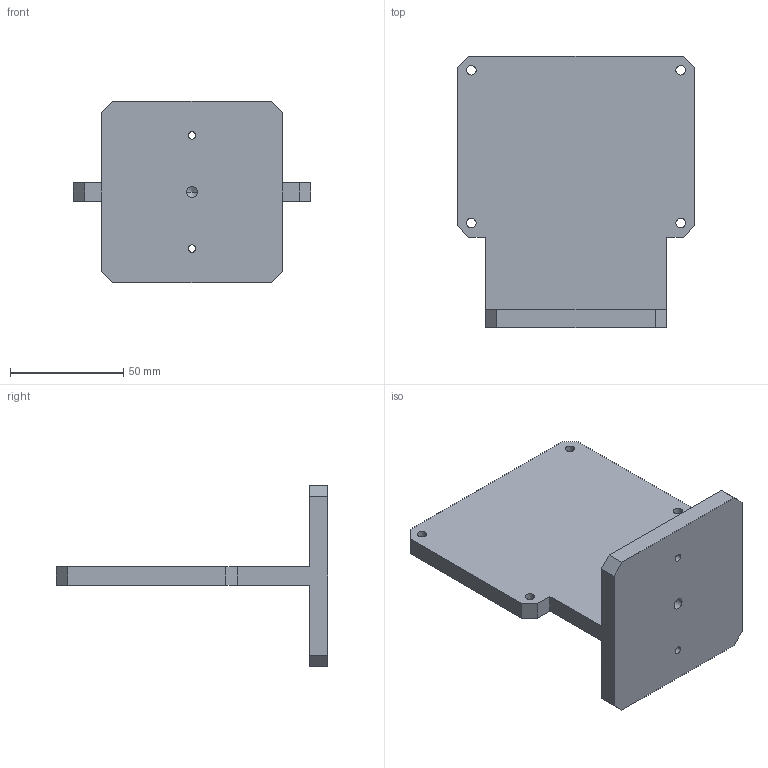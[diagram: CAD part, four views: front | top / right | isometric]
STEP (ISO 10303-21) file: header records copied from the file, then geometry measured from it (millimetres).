
FILE_DESCRIPTION((''),'2;1');
FILE_NAME('DB010505_OMH1000_WINKELADAPTER','2023-06-13T14:01:11',('twuensche'),(''),'CREO PARAMETRIC BY PTC INC, 2022284','CREO PARAMETRIC BY PTC INC, 2022284','');
FILE_SCHEMA(('CONFIG_CONTROL_DESIGN','SHAPE_APPEARANCE_LAYERS_GROUPS'));
Length unit declared in the file: millimetre
Products named in the file (1): DB010505_OMH1000_WINKELADAPTER
Bounding box: 105 x 120 x 80 mm (x, y, z)
Volume: 137136.5 mm3; surface area: 39813.6 mm2
Topology: 1 solids, 1 shells, 38 faces, 106 edges, 69 vertices
Faces by surface type: plane 22, cylinder 14, cone 2
Entity records: 1624 total; most frequent: CARTESIAN_POINT 211, DIRECTION 208, ORIENTED_EDGE 208, PRESENTATION_STYLE_ASSIGNMENT 105, STYLED_ITEM 105, CURVE_STYLE 104, EDGE_CURVE 104, VECTOR 76
